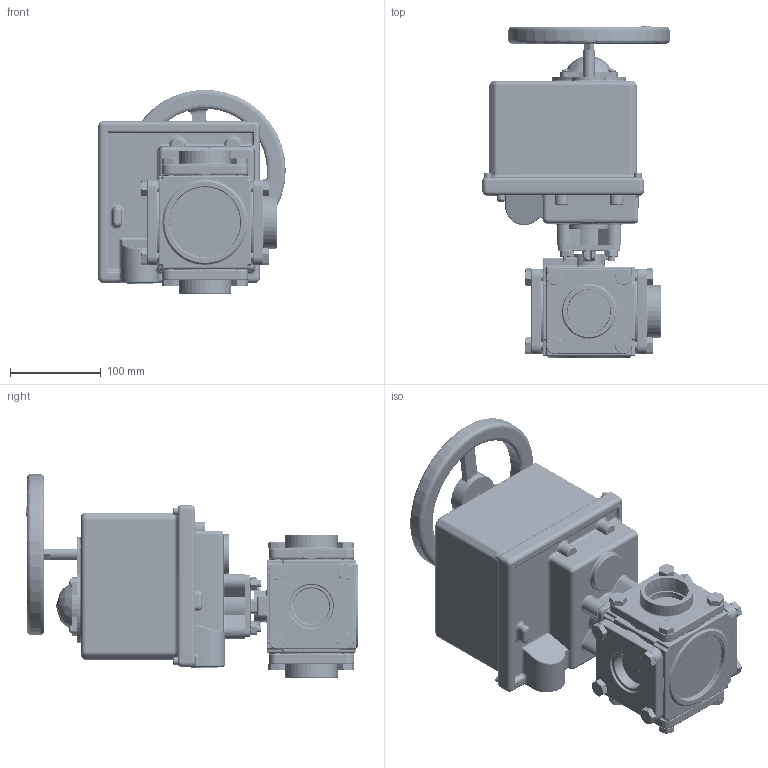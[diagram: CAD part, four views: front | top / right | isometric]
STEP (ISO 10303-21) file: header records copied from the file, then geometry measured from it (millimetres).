
FILE_DESCRIPTION (( 'STEP AP203' ), '1' );
FILE_NAME ('3W21F-150-PT_ER-15.STEP', '2018-01-25T14:02:07', ( '' ), ( '' ), 'SwSTEP 2.0', 'SolidWorks 2014', '' );
FILE_SCHEMA (( 'CONFIG_CONTROL_DESIGN' ));
Products named in the file (1): 3W21F-150-PT_ER-15
Bounding box: 206.35 x 365.42 x 224.68 mm (x, y, z)
Surface area: 621472.6 mm2 (no closed solid volume)
Topology: 0 solids, 49 shells, 3178 faces, 8057 edges, 4930 vertices
Faces by surface type: cylinder 1496, plane 764, cone 421, bspline 338, torus 107, sphere 52
Entity records: 133571 total; most frequent: CARTESIAN_POINT 64249, ORIENTED_EDGE 15884, DIRECTION 13129, EDGE_CURVE 7944, AXIS2_PLACEMENT_3D 5017, VERTEX_POINT 4930, EDGE_LOOP 3348, FACE_OUTER_BOUND 3178
